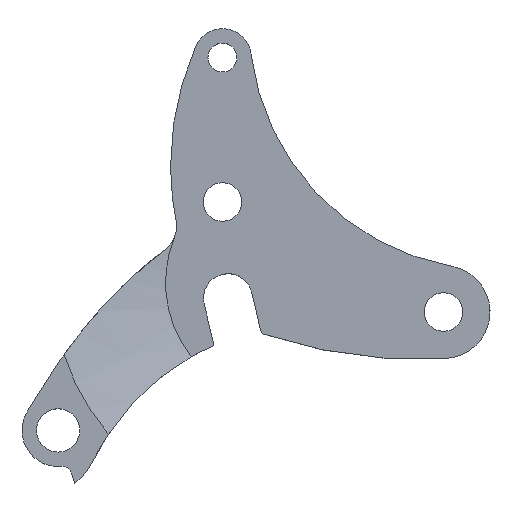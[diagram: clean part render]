
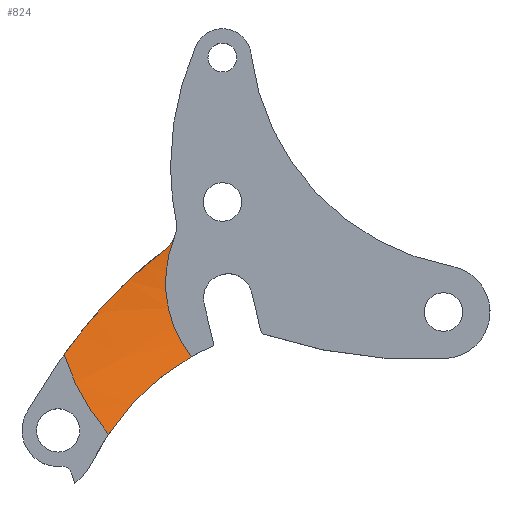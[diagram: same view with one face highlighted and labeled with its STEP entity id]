
A CAD part, top view. The second image highlights one B-rep face of the part: STEP entity #824.
In plain terms, the highlighted conical face has half-angle 72 degrees and reference radius 25 mm.
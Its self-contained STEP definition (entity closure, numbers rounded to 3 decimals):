
#52 = DIRECTION ( 'NONE',  ( 0., 0., 1. ) ) ;
#54 = CARTESIAN_POINT ( 'NONE',  ( -17.016, 6.956, 9.382 ) ) ;
#59 = CARTESIAN_POINT ( 'NONE',  ( -20.805, 3.563, 10.537 ) ) ;
#61 = ORIENTED_EDGE ( 'NONE', *, *, #1250, .T. ) ;
#67 = CARTESIAN_POINT ( 'NONE',  ( -13.002, 10.155, 8.325 ) ) ;
#75 = EDGE_LOOP ( 'NONE', ( #133, #458, #61, #518, #1082 ) ) ;
#80 = CARTESIAN_POINT ( 'NONE',  ( -11.196, 12.406, 8. ) ) ;
#95 = CARTESIAN_POINT ( 'NONE',  ( -11.047, -14.244, 9.284 ) ) ;
#101 = CARTESIAN_POINT ( 'NONE',  ( -11.725, 11.483, 8.057 ) ) ;
#105 = EDGE_CURVE ( 'NONE', #624, #371, #909, .T. ) ;
#119 = CARTESIAN_POINT ( 'NONE',  ( -27.808, -3.74, 13.014 ) ) ;
#133 = ORIENTED_EDGE ( 'NONE', *, *, #105, .T. ) ;
#161 = CARTESIAN_POINT ( 'NONE',  ( -19.994, -21.972, 13.119 ) ) ;
#163 = CARTESIAN_POINT ( 'NONE',  ( 12.053, 3.21, 15.621 ) ) ;
#207 = CARTESIAN_POINT ( 'NONE',  ( -31.029, -7.655, 14.304 ) ) ;
#226 = CARTESIAN_POINT ( 'NONE',  ( -15.049, 8.587, 8.83 ) ) ;
#242 = DIRECTION ( 'NONE',  ( 0., 0., 1. ) ) ;
#274 = CIRCLE ( 'NONE', #935, 25. ) ;
#281 = CARTESIAN_POINT ( 'NONE',  ( -13.002, 10.155, 8.325 ) ) ;
#342 = CARTESIAN_POINT ( 'NONE',  ( -34.032, -11.76, 15.621 ) ) ;
#352 = AXIS2_PLACEMENT_3D ( 'NONE', #1070, #52, #1202 ) ;
#353 = CARTESIAN_POINT ( 'NONE',  ( -7.645, -12.185, 8. ) ) ;
#354 = CARTESIAN_POINT ( 'NONE',  ( -32.571, -9.681, 14.961 ) ) ;
#371 = VERTEX_POINT ( 'NONE', #431 ) ;
#383 = CARTESIAN_POINT ( 'NONE',  ( -15.771, -17.862, 11.218 ) ) ;
#431 = CARTESIAN_POINT ( 'NONE',  ( -13.002, 10.155, 8.325 ) ) ;
#447 = EDGE_CURVE ( 'NONE', #371, #1197, #892, .T. ) ;
#458 = ORIENTED_EDGE ( 'NONE', *, *, #447, .T. ) ;
#459 = CARTESIAN_POINT ( 'NONE',  ( -18.642, -20.548, 12.489 ) ) ;
#498 = CARTESIAN_POINT ( 'NONE',  ( -7.645, -12.185, 8. ) ) ;
#502 = DIRECTION ( 'NONE',  ( 1., 0., 0. ) ) ;
#518 = ORIENTED_EDGE ( 'NONE', *, *, #819, .T. ) ;
#545 = VERTEX_POINT ( 'NONE', #1220 ) ;
#546 = CARTESIAN_POINT ( 'NONE',  ( -23.717, -26.565, 14.998 ) ) ;
#562 = CARTESIAN_POINT ( 'NONE',  ( -24.814, -28.234, 15.621 ) ) ;
#573 = CARTESIAN_POINT ( 'NONE',  ( -26.127, -1.849, 12.379 ) ) ;
#624 = VERTEX_POINT ( 'NONE', #1249 ) ;
#637 = CONICAL_SURFACE ( 'NONE', #352, 25., 1.257 ) ;
#639 = CARTESIAN_POINT ( 'NONE',  ( -12.584, 10.475, 8.222 ) ) ;
#653 = VERTEX_POINT ( 'NONE', #353 ) ;
#679 = EDGE_CURVE ( 'NONE', #624, #653, #274, .T. ) ;
#680 = CARTESIAN_POINT ( 'NONE',  ( -12.205, 10.854, 8.14 ) ) ;
#681 = DIRECTION ( 'NONE',  ( 1., 0., 0. ) ) ;
#699 = CIRCLE ( 'NONE', #1102, 48.455 ) ;
#758 = CARTESIAN_POINT ( 'NONE',  ( -34.032, -11.76, 15.621 ) ) ;
#807 = DIRECTION ( 'NONE',  ( 0., 0., 1. ) ) ;
#819 = EDGE_CURVE ( 'NONE', #545, #653, #994, .T. ) ;
#824 = ADVANCED_FACE ( 'NONE', ( #888 ), #637, .F. ) ;
#870 = CARTESIAN_POINT ( 'NONE',  ( -11.314, 12.163, 8.007 ) ) ;
#888 = FACE_OUTER_BOUND ( 'NONE', #75, .T. ) ;
#892 = B_SPLINE_CURVE_WITH_KNOTS ( 'NONE', 3,
 ( #67, #226, #54, #59, #963, #573, #119, #207, #354, #758 ),
 .UNSPECIFIED., .F., .F.,
 ( 4, 2, 2, 2, 4 ),
 ( 0., 0.008, 0.016, 0.023, 0.031 ),
 .UNSPECIFIED. ) ;
#909 = B_SPLINE_CURVE_WITH_KNOTS ( 'NONE', 3,
 ( #1084, #80, #870, #986, #101, #680, #639, #281 ),
 .UNSPECIFIED., .F., .F.,
 ( 4, 2, 2, 4 ),
 ( 0.003, 0.004, 0.005, 0.007 ),
 .UNSPECIFIED. ) ;
#935 = AXIS2_PLACEMENT_3D ( 'NONE', #1237, #807, #502 ) ;
#963 = CARTESIAN_POINT ( 'NONE',  ( -22.626, 1.803, 11.141 ) ) ;
#986 = CARTESIAN_POINT ( 'NONE',  ( -11.578, 11.702, 8.036 ) ) ;
#994 = B_SPLINE_CURVE_WITH_KNOTS ( 'NONE', 3,
 ( #562, #546, #1148, #161, #459, #383, #1171, #95, #1151, #498 ),
 .UNSPECIFIED., .F., .F.,
 ( 4, 2, 2, 2, 4 ),
 ( 0., 0.006, 0.012, 0.019, 0.025 ),
 .UNSPECIFIED. ) ;
#1070 = CARTESIAN_POINT ( 'NONE',  ( 12.053, 3.21, 8. ) ) ;
#1082 = ORIENTED_EDGE ( 'NONE', *, *, #679, .F. ) ;
#1084 = CARTESIAN_POINT ( 'NONE',  ( -11.095, 12.652, 8. ) ) ;
#1102 = AXIS2_PLACEMENT_3D ( 'NONE', #163, #242, #681 ) ;
#1148 = CARTESIAN_POINT ( 'NONE',  ( -22.532, -24.98, 14.374 ) ) ;
#1151 = CARTESIAN_POINT ( 'NONE',  ( -9.379, -13.165, 8.64 ) ) ;
#1171 = CARTESIAN_POINT ( 'NONE',  ( -14.253, -16.6, 10.577 ) ) ;
#1197 = VERTEX_POINT ( 'NONE', #342 ) ;
#1202 = DIRECTION ( 'NONE',  ( 1., 0., 0. ) ) ;
#1220 = CARTESIAN_POINT ( 'NONE',  ( -24.814, -28.234, 15.621 ) ) ;
#1237 = CARTESIAN_POINT ( 'NONE',  ( 12.053, 3.21, 8. ) ) ;
#1249 = CARTESIAN_POINT ( 'NONE',  ( -11.095, 12.652, 8. ) ) ;
#1250 = EDGE_CURVE ( 'NONE', #1197, #545, #699, .T. ) ;
